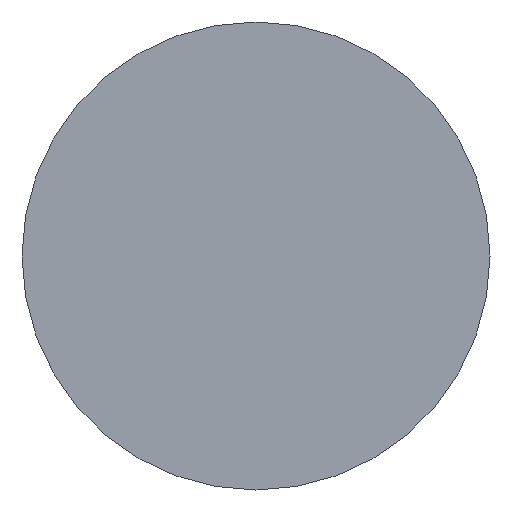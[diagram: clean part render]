
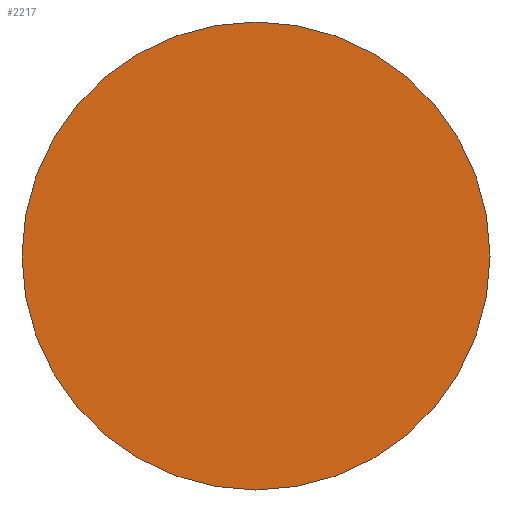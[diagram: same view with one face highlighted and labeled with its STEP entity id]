
A CAD part, left-side view. The second image highlights one B-rep face of the part: STEP entity #2217.
In plain terms, the highlighted planar face has unit normal (-1, 0, 0).
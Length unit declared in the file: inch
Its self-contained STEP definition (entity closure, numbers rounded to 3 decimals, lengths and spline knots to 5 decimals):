
#128 = CARTESIAN_POINT ( 'NONE',  ( 0., 0., 0. ) ) ;
#430 = AXIS2_PLACEMENT_3D ( 'NONE', #128, #1000, #2061 ) ;
#510 = FACE_OUTER_BOUND ( 'NONE', #3581, .T. ) ;
#576 = VERTEX_POINT ( 'NONE', #3171 ) ;
#842 = PLANE ( 'NONE',  #1499 ) ;
#1000 = DIRECTION ( 'NONE',  ( -1., 0., 0. ) ) ;
#1044 = EDGE_CURVE ( 'NONE', #576, #1906, #1283, .T. ) ;
#1283 = CIRCLE ( 'NONE', #430, 3.125 ) ;
#1499 = AXIS2_PLACEMENT_3D ( 'NONE', #3333, #1823, #2399 ) ;
#1600 = DIRECTION ( 'NONE',  ( 0., 0., 1. ) ) ;
#1823 = DIRECTION ( 'NONE',  ( 1., 0., 0. ) ) ;
#1906 = VERTEX_POINT ( 'NONE', #2476 ) ;
#1912 = DIRECTION ( 'NONE',  ( -1., 0., 0. ) ) ;
#2061 = DIRECTION ( 'NONE',  ( 0., 0., 1. ) ) ;
#2169 = AXIS2_PLACEMENT_3D ( 'NONE', #3474, #1912, #1600 ) ;
#2217 = ADVANCED_FACE ( 'NONE', ( #510 ), #842, .F. ) ;
#2399 = DIRECTION ( 'NONE',  ( 0., 0., -1. ) ) ;
#2467 = ORIENTED_EDGE ( 'NONE', *, *, #1044, .T. ) ;
#2476 = CARTESIAN_POINT ( 'NONE',  ( 0., 0., 3.125 ) ) ;
#2507 = ORIENTED_EDGE ( 'NONE', *, *, #3134, .T. ) ;
#3134 = EDGE_CURVE ( 'NONE', #1906, #576, #3976, .T. ) ;
#3171 = CARTESIAN_POINT ( 'NONE',  ( 0., 0., -3.125 ) ) ;
#3333 = CARTESIAN_POINT ( 'NONE',  ( 0., 3.125, 0. ) ) ;
#3474 = CARTESIAN_POINT ( 'NONE',  ( 0., 0., 0. ) ) ;
#3581 = EDGE_LOOP ( 'NONE', ( #2507, #2467 ) ) ;
#3976 = CIRCLE ( 'NONE', #2169, 3.125 ) ;
